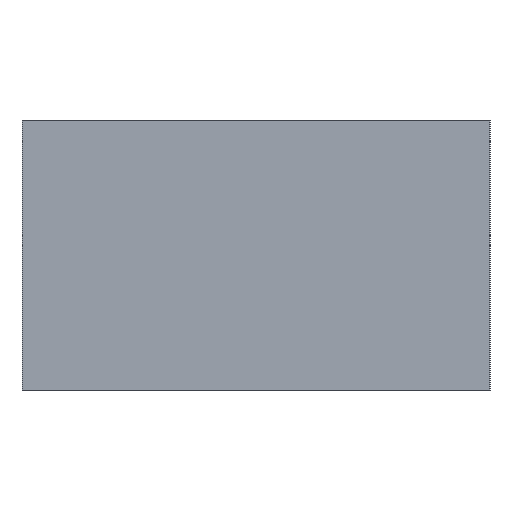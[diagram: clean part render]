
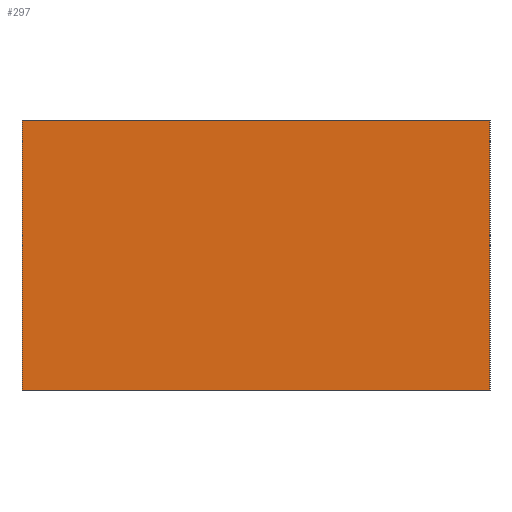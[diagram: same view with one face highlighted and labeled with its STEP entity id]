
A CAD part, left-side view. The second image highlights one B-rep face of the part: STEP entity #297.
In plain terms, the highlighted planar face has unit normal (-1, 0, 0).
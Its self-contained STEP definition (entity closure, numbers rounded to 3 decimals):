
#2 = VECTOR ( 'NONE', #101, 1000. ) ;
#13 = CARTESIAN_POINT ( 'NONE',  ( -19.75, -13., 13. ) ) ;
#70 = DIRECTION ( 'NONE',  ( 0., -1., 0. ) ) ;
#76 = ORIENTED_EDGE ( 'NONE', *, *, #383, .F. ) ;
#98 = EDGE_CURVE ( 'NONE', #240, #442, #109, .T. ) ;
#101 = DIRECTION ( 'NONE',  ( 0., 0., 1. ) ) ;
#106 = EDGE_CURVE ( 'NONE', #508, #240, #419, .T. ) ;
#109 = LINE ( 'NONE', #329, #2 ) ;
#141 = DIRECTION ( 'NONE',  ( 0., 0., 1. ) ) ;
#228 = FACE_OUTER_BOUND ( 'NONE', #412, .T. ) ;
#240 = VERTEX_POINT ( 'NONE', #397 ) ;
#256 = CARTESIAN_POINT ( 'NONE',  ( -19.75, 13., 13. ) ) ;
#257 = ORIENTED_EDGE ( 'NONE', *, *, #106, .F. ) ;
#289 = VECTOR ( 'NONE', #471, 1000. ) ;
#290 = CARTESIAN_POINT ( 'NONE',  ( -19.75, -13., -2. ) ) ;
#297 = ADVANCED_FACE ( 'NONE', ( #228 ), #405, .T. ) ;
#315 = ORIENTED_EDGE ( 'NONE', *, *, #98, .F. ) ;
#329 = CARTESIAN_POINT ( 'NONE',  ( -19.75, 13., 0. ) ) ;
#347 = CARTESIAN_POINT ( 'NONE',  ( -19.75, 13., 13. ) ) ;
#359 = VECTOR ( 'NONE', #70, 1000. ) ;
#361 = EDGE_CURVE ( 'NONE', #442, #472, #526, .T. ) ;
#383 = EDGE_CURVE ( 'NONE', #472, #508, #487, .T. ) ;
#385 = AXIS2_PLACEMENT_3D ( 'NONE', #420, #546, #141 ) ;
#397 = CARTESIAN_POINT ( 'NONE',  ( -19.75, 13., -2. ) ) ;
#405 = PLANE ( 'NONE',  #385 ) ;
#412 = EDGE_LOOP ( 'NONE', ( #315, #257, #76, #533 ) ) ;
#419 = LINE ( 'NONE', #290, #289 ) ;
#420 = CARTESIAN_POINT ( 'NONE',  ( -19.75, 0., 5.5 ) ) ;
#442 = VERTEX_POINT ( 'NONE', #347 ) ;
#470 = VECTOR ( 'NONE', #577, 1000. ) ;
#471 = DIRECTION ( 'NONE',  ( 0., 1., 0. ) ) ;
#472 = VERTEX_POINT ( 'NONE', #13 ) ;
#487 = LINE ( 'NONE', #566, #470 ) ;
#508 = VERTEX_POINT ( 'NONE', #583 ) ;
#526 = LINE ( 'NONE', #256, #359 ) ;
#533 = ORIENTED_EDGE ( 'NONE', *, *, #361, .F. ) ;
#546 = DIRECTION ( 'NONE',  ( -1., 0., 0. ) ) ;
#566 = CARTESIAN_POINT ( 'NONE',  ( -19.75, -13., 0. ) ) ;
#577 = DIRECTION ( 'NONE',  ( 0., 0., -1. ) ) ;
#583 = CARTESIAN_POINT ( 'NONE',  ( -19.75, -13., -2. ) ) ;
